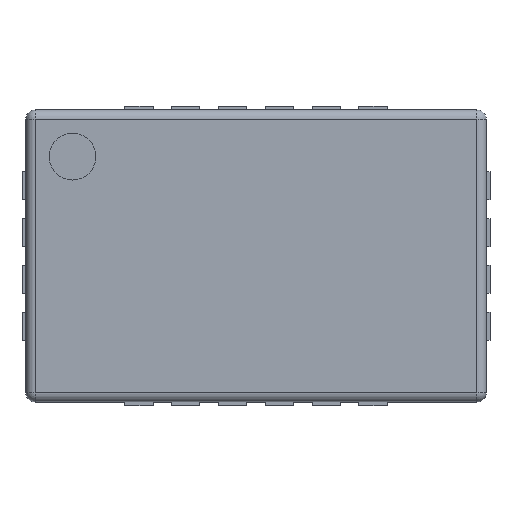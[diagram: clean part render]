
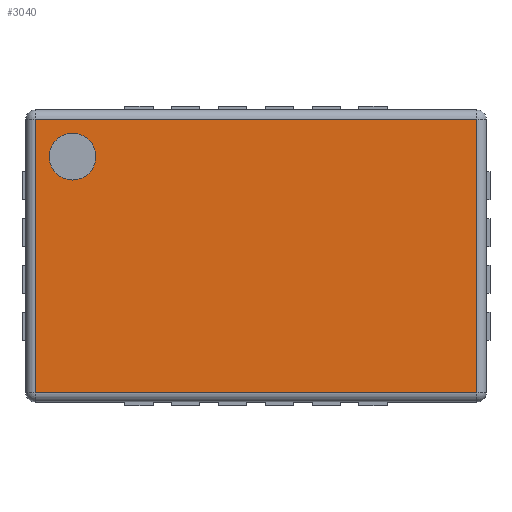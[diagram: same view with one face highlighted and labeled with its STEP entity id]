
A CAD part, top view. The second image highlights one B-rep face of the part: STEP entity #3040.
In plain terms, the highlighted planar face has unit normal (0, 0, 1).
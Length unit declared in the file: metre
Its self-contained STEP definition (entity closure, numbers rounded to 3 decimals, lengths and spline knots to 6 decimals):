
#198=CIRCLE('',#3586,0.00025);
#982=ORIENTED_EDGE('',*,*,#1433,.F.);
#983=ORIENTED_EDGE('',*,*,#1434,.T.);
#984=ORIENTED_EDGE('',*,*,#1435,.T.);
#985=ORIENTED_EDGE('',*,*,#1436,.T.);
#986=ORIENTED_EDGE('',*,*,#1437,.T.);
#1433=EDGE_CURVE('',#1721,#1721,#198,.T.);
#1434=EDGE_CURVE('',#1722,#1723,#2038,.T.);
#1435=EDGE_CURVE('',#1723,#1724,#2039,.T.);
#1436=EDGE_CURVE('',#1724,#1725,#2040,.F.);
#1437=EDGE_CURVE('',#1725,#1722,#2041,.F.);
#1721=VERTEX_POINT('',#5400);
#1722=VERTEX_POINT('',#5402);
#1723=VERTEX_POINT('',#5403);
#1724=VERTEX_POINT('',#5405);
#1725=VERTEX_POINT('',#5407);
#2038=LINE('',#5401,#2353);
#2039=LINE('',#5404,#2354);
#2040=LINE('',#5406,#2355);
#2041=LINE('',#5408,#2356);
#2353=VECTOR('',#4480,1.);
#2354=VECTOR('',#4481,1.);
#2355=VECTOR('',#4482,1.);
#2356=VECTOR('',#4483,1.);
#2528=EDGE_LOOP('',(#982));
#2529=EDGE_LOOP('',(#983,#984,#985,#986));
#2717=FACE_BOUND('',#2528,.T.);
#2718=FACE_BOUND('',#2529,.T.);
#2866=PLANE('',#3585);
#3040=ADVANCED_FACE('',(#2717,#2718),#2866,.T.);
#3585=AXIS2_PLACEMENT_3D('',#5398,#4476,#4477);
#3586=AXIS2_PLACEMENT_3D('',#5399,#4478,#4479);
#4476=DIRECTION('',(0.,0.,1.));
#4477=DIRECTION('',(1.,0.,0.));
#4478=DIRECTION('',(0.,0.,1.));
#4479=DIRECTION('',(1.,0.,0.));
#4480=DIRECTION('',(0.,-1.,0.));
#4481=DIRECTION('',(1.,0.,0.));
#4482=DIRECTION('',(0.,-1.,0.));
#4483=DIRECTION('',(1.,0.,0.));
#5398=CARTESIAN_POINT('',(0.,0.,0.00092));
#5399=CARTESIAN_POINT('',(-0.00196,0.00106,0.00092));
#5400=CARTESIAN_POINT('',(-0.00171,0.00106,0.00092));
#5401=CARTESIAN_POINT('',(-0.00236,-0.00156,0.00092));
#5402=CARTESIAN_POINT('',(-0.00236,0.00146,0.00092));
#5403=CARTESIAN_POINT('',(-0.00236,-0.00146,0.00092));
#5404=CARTESIAN_POINT('',(0.00246,-0.00146,0.00092));
#5405=CARTESIAN_POINT('',(0.00236,-0.00146,0.00092));
#5406=CARTESIAN_POINT('',(0.00236,0.,0.00092));
#5407=CARTESIAN_POINT('',(0.00236,0.00146,0.00092));
#5408=CARTESIAN_POINT('',(0.,0.00146,0.00092));
